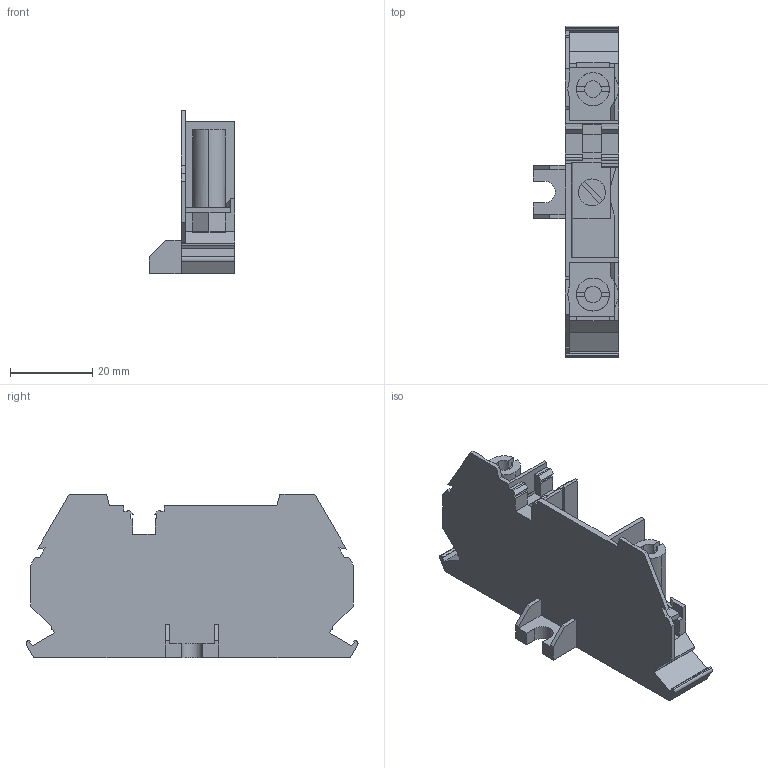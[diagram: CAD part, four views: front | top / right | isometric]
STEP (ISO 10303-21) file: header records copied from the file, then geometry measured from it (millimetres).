
FILE_DESCRIPTION(('Creo Elements/Direct Modeling STEP Export'),'2;1');
FILE_NAME('model.stp','2018-05-04T12:47:38',(''),(''),'Creo Elements/Direct Modeling STEP processor for AP214 (Solid Model)','Creo Elements/Direct Modeling 18.1I 14-Aug-2016 (C) Parametric Technology GmbH','');
FILE_SCHEMA(('AUTOMOTIVE_DESIGN { 1 0 10303 214 1 1 1 1 }'));
Length unit declared in the file: millimetre
Products named in the file (2): RBO_5_T_F-select
Assembly tree (1 placements, depth 2):
  RBO_5_T_F-select
    RBO_5_T_F-select
Bounding box: 20.75 x 80.68 x 39.7 mm (x, y, z)
Volume: 18712.4 mm3; surface area: 12401 mm2
Topology: 1 solids, 1 shells, 242 faces, 702 edges, 466 vertices
Faces by surface type: plane 215, cylinder 27
Entity records: 9525 total; most frequent: ORIENTED_EDGE 1404, CARTESIAN_POINT 1342, DIRECTION 1146, EDGE_CURVE 702, VECTOR 606, LINE 606, VERTEX_POINT 466, AXIS2_PLACEMENT_3D 270
